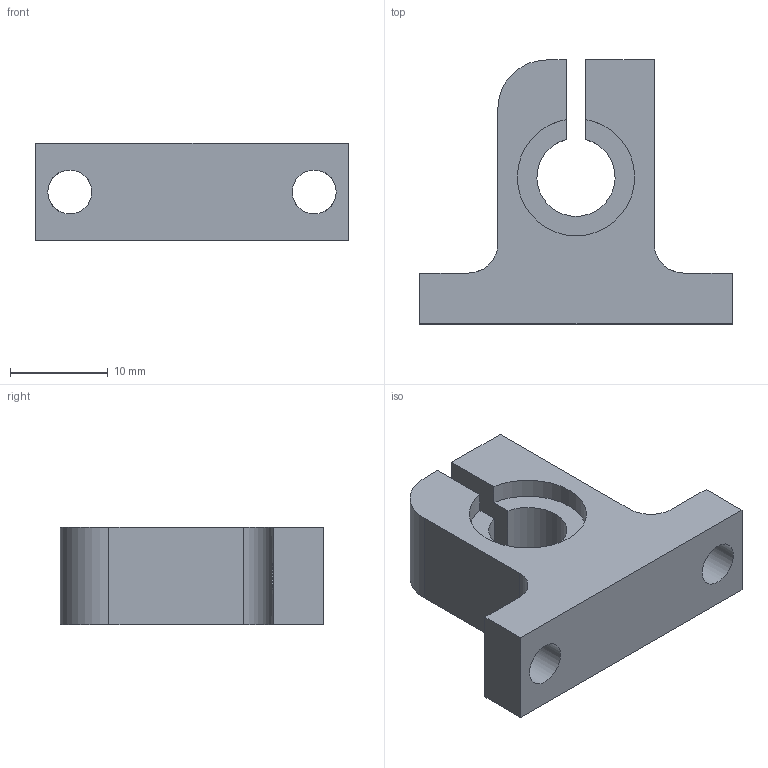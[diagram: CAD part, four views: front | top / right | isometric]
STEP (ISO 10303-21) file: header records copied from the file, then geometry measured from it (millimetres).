
FILE_DESCRIPTION( ( 'STEP AP214' ), '1' );
FILE_NAME( 'WBS-08_2_14a.stp', ' ', ( ' ' ), ( ' ' ), 'PSStep 15.0.47', 'PARTsolutions', ' ' );
FILE_SCHEMA( ( 'AUTOMOTIVE_DESIGN { 1 0 10303 214 1 1 1 1 }' ) );
Length unit declared in the file: millimetre
Products named in the file (1): HI_WBS-08
Bounding box: 32 x 27 x 10 mm (x, y, z)
Volume: 4072.8 mm3; surface area: 2518.9 mm2
Topology: 1 solids, 1 shells, 23 faces, 69 edges, 46 vertices
Faces by surface type: plane 15, cylinder 8
Full cylindrical faces by diameter (mm): 4.5 x2
Entity records: 989 total; most frequent: CARTESIAN_POINT 167, ORIENTED_EDGE 130, DIRECTION 127, EDGE_CURVE 65, LINE 47, VECTOR 47, VERTEX_POINT 44, AXIS2_PLACEMENT_3D 40
